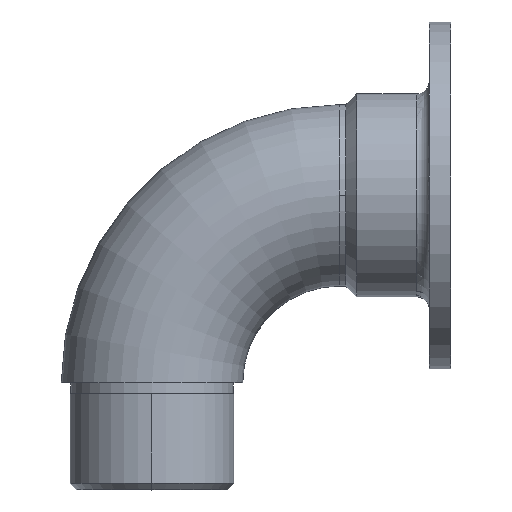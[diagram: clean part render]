
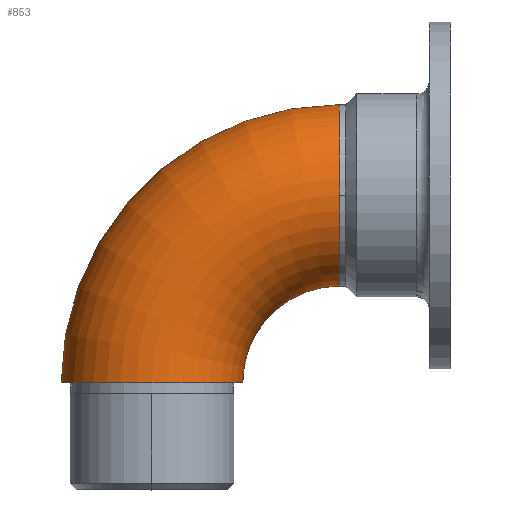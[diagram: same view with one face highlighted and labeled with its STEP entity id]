
A CAD part, top view. The second image highlights one B-rep face of the part: STEP entity #853.
In plain terms, the highlighted toroidal (fillet/blend) face has major radius 43.8 mm and minor radius 21.2 mm.
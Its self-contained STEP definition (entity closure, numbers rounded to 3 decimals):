
#48 = AXIS2_PLACEMENT_3D ( 'NONE', #3348, #123, #1864 ) ;
#75 = DIRECTION ( 'NONE',  ( -1., 0., 0. ) ) ;
#123 = DIRECTION ( 'NONE',  ( 1., 0., 0. ) ) ;
#193 = DIRECTION ( 'NONE',  ( 0., 0., -1. ) ) ;
#219 = CIRCLE ( 'NONE', #1067, 21.2 ) ;
#415 = CARTESIAN_POINT ( 'NONE',  ( 43.8, 22.6, 0. ) ) ;
#637 = AXIS2_PLACEMENT_3D ( 'NONE', #3593, #2226, #1587 ) ;
#648 = ORIENTED_EDGE ( 'NONE', *, *, #1563, .F. ) ;
#680 = DIRECTION ( 'NONE',  ( 1., 0., 0. ) ) ;
#777 = FACE_OUTER_BOUND ( 'NONE', #3267, .T. ) ;
#798 = VERTEX_POINT ( 'NONE', #415 ) ;
#853 = ADVANCED_FACE ( 'NONE', ( #777 ), #2686, .T. ) ;
#987 = DIRECTION ( 'NONE',  ( 0., 1., 0. ) ) ;
#1060 = CARTESIAN_POINT ( 'NONE',  ( 43.8, 43.8, 0. ) ) ;
#1067 = AXIS2_PLACEMENT_3D ( 'NONE', #1685, #987, #2427 ) ;
#1169 = ORIENTED_EDGE ( 'NONE', *, *, #3355, .T. ) ;
#1498 = CIRCLE ( 'NONE', #48, 21.2 ) ;
#1504 = CARTESIAN_POINT ( 'NONE',  ( 43.8, 65., 0. ) ) ;
#1563 = EDGE_CURVE ( 'NONE', #1824, #1970, #3108, .T. ) ;
#1587 = DIRECTION ( 'NONE',  ( -1., 0., 0. ) ) ;
#1628 = CARTESIAN_POINT ( 'NONE',  ( 21.2, 0., 0. ) ) ;
#1654 = VERTEX_POINT ( 'NONE', #1628 ) ;
#1685 = CARTESIAN_POINT ( 'NONE',  ( 0., 0., 0. ) ) ;
#1815 = DIRECTION ( 'NONE',  ( 0., 0., -1. ) ) ;
#1824 = VERTEX_POINT ( 'NONE', #2877 ) ;
#1864 = DIRECTION ( 'NONE',  ( 0., 0., 1. ) ) ;
#1970 = VERTEX_POINT ( 'NONE', #1504 ) ;
#1976 = AXIS2_PLACEMENT_3D ( 'NONE', #1060, #680, #2533 ) ;
#2078 = EDGE_CURVE ( 'NONE', #1824, #1654, #219, .T. ) ;
#2097 = CIRCLE ( 'NONE', #1976, 21.2 ) ;
#2226 = DIRECTION ( 'NONE',  ( 0., 0., -1. ) ) ;
#2269 = CARTESIAN_POINT ( 'NONE',  ( 43.8, 43.8, 21.2 ) ) ;
#2380 = CARTESIAN_POINT ( 'NONE',  ( 43.8, 0., 0. ) ) ;
#2427 = DIRECTION ( 'NONE',  ( 0., 0., 1. ) ) ;
#2500 = AXIS2_PLACEMENT_3D ( 'NONE', #2380, #1815, #75 ) ;
#2533 = DIRECTION ( 'NONE',  ( 0., 0., 1. ) ) ;
#2556 = ORIENTED_EDGE ( 'NONE', *, *, #2078, .T. ) ;
#2590 = ORIENTED_EDGE ( 'NONE', *, *, #3367, .F. ) ;
#2635 = AXIS2_PLACEMENT_3D ( 'NONE', #2776, #193, #3660 ) ;
#2686 = TOROIDAL_SURFACE ( 'NONE', #2500, 43.8, 21.2 ) ;
#2776 = CARTESIAN_POINT ( 'NONE',  ( 43.8, 0., 0. ) ) ;
#2841 = ORIENTED_EDGE ( 'NONE', *, *, #3236, .F. ) ;
#2877 = CARTESIAN_POINT ( 'NONE',  ( -21.2, 0., 0. ) ) ;
#2935 = CIRCLE ( 'NONE', #2635, 22.6 ) ;
#3108 = CIRCLE ( 'NONE', #637, 65. ) ;
#3236 = EDGE_CURVE ( 'NONE', #1970, #3253, #1498, .T. ) ;
#3253 = VERTEX_POINT ( 'NONE', #2269 ) ;
#3267 = EDGE_LOOP ( 'NONE', ( #648, #2556, #1169, #2590, #2841 ) ) ;
#3348 = CARTESIAN_POINT ( 'NONE',  ( 43.8, 43.8, 0. ) ) ;
#3355 = EDGE_CURVE ( 'NONE', #1654, #798, #2935, .T. ) ;
#3367 = EDGE_CURVE ( 'NONE', #3253, #798, #2097, .T. ) ;
#3593 = CARTESIAN_POINT ( 'NONE',  ( 43.8, 0., 0. ) ) ;
#3660 = DIRECTION ( 'NONE',  ( -1., 0., 0. ) ) ;
